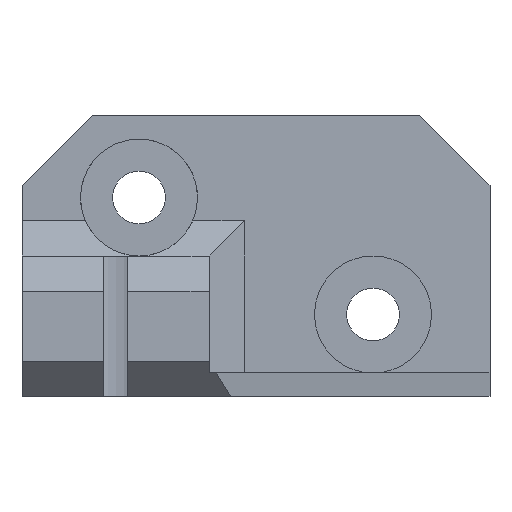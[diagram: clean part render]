
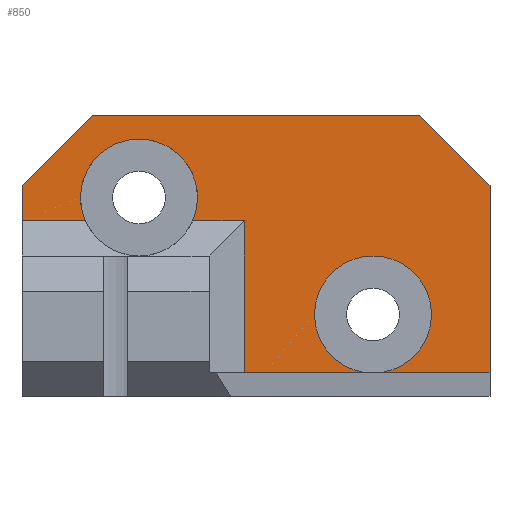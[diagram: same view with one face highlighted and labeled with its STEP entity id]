
A CAD part, front view. The second image highlights one B-rep face of the part: STEP entity #850.
In plain terms, the highlighted planar face has unit normal (0, -1, 0).
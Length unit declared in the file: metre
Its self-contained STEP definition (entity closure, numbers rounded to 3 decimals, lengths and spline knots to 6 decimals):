
#28=LINE('',#1214,#125);
#44=LINE('',#1249,#141);
#54=LINE('',#1278,#151);
#77=LINE('',#1323,#174);
#98=LINE('',#1371,#195);
#99=LINE('',#1373,#196);
#100=LINE('',#1374,#197);
#101=LINE('',#1375,#198);
#102=LINE('',#1377,#199);
#103=LINE('',#1379,#200);
#104=LINE('',#1380,#201);
#125=VECTOR('',#979,1.);
#141=VECTOR('',#999,1.);
#151=VECTOR('',#1027,1.);
#174=VECTOR('',#1062,1.);
#195=VECTOR('',#1113,1.);
#196=VECTOR('',#1114,1.);
#197=VECTOR('',#1115,1.);
#198=VECTOR('',#1116,1.);
#199=VECTOR('',#1117,1.);
#200=VECTOR('',#1118,1.);
#201=VECTOR('',#1119,1.);
#228=PLANE('',#920);
#392=ORIENTED_EDGE('',*,*,#571,.T.);
#393=ORIENTED_EDGE('',*,*,#572,.T.);
#394=ORIENTED_EDGE('',*,*,#573,.F.);
#395=ORIENTED_EDGE('',*,*,#574,.F.);
#396=ORIENTED_EDGE('',*,*,#511,.T.);
#397=ORIENTED_EDGE('',*,*,#575,.T.);
#398=ORIENTED_EDGE('',*,*,#494,.T.);
#399=ORIENTED_EDGE('',*,*,#525,.F.);
#400=ORIENTED_EDGE('',*,*,#576,.F.);
#401=ORIENTED_EDGE('',*,*,#577,.F.);
#402=ORIENTED_EDGE('',*,*,#578,.F.);
#403=ORIENTED_EDGE('',*,*,#548,.T.);
#404=ORIENTED_EDGE('',*,*,#579,.F.);
#494=EDGE_CURVE('',#610,#609,#28,.T.);
#511=EDGE_CURVE('',#627,#626,#44,.T.);
#525=EDGE_CURVE('',#637,#609,#54,.T.);
#548=EDGE_CURVE('',#653,#652,#77,.T.);
#571=EDGE_CURVE('',#662,#662,#682,.T.);
#572=EDGE_CURVE('',#663,#664,#683,.T.);
#573=EDGE_CURVE('',#665,#664,#98,.T.);
#574=EDGE_CURVE('',#627,#665,#99,.T.);
#575=EDGE_CURVE('',#626,#610,#100,.T.);
#576=EDGE_CURVE('',#666,#637,#101,.F.);
#577=EDGE_CURVE('',#667,#666,#102,.T.);
#578=EDGE_CURVE('',#653,#667,#103,.F.);
#579=EDGE_CURVE('',#663,#652,#104,.T.);
#609=VERTEX_POINT('',#1213);
#610=VERTEX_POINT('',#1215);
#626=VERTEX_POINT('',#1248);
#627=VERTEX_POINT('',#1250);
#637=VERTEX_POINT('',#1279);
#652=VERTEX_POINT('',#1322);
#653=VERTEX_POINT('',#1324);
#662=VERTEX_POINT('',#1367);
#663=VERTEX_POINT('',#1369);
#664=VERTEX_POINT('',#1370);
#665=VERTEX_POINT('',#1372);
#666=VERTEX_POINT('',#1376);
#667=VERTEX_POINT('',#1378);
#682=CIRCLE('',#921,0.005);
#683=CIRCLE('',#922,0.005);
#727=EDGE_LOOP('',(#392));
#728=EDGE_LOOP('',(#393,#394,#395,#396,#397,#398,#399,#400,#401,#402,#403,
#404));
#792=FACE_BOUND('',#727,.T.);
#793=FACE_BOUND('',#728,.T.);
#850=ADVANCED_FACE('',(#792,#793),#228,.F.);
#920=AXIS2_PLACEMENT_3D('',#1365,#1107,#1108);
#921=AXIS2_PLACEMENT_3D('',#1366,#1109,#1110);
#922=AXIS2_PLACEMENT_3D('',#1368,#1111,#1112);
#979=DIRECTION('',(1.,0.,0.));
#999=DIRECTION('',(1.,0.,0.));
#1027=DIRECTION('',(0.,0.,-1.));
#1062=DIRECTION('',(0.,0.,-1.));
#1107=DIRECTION('',(0.,1.,0.));
#1108=DIRECTION('',(1.,0.,0.));
#1109=DIRECTION('',(0.,1.,0.));
#1110=DIRECTION('',(-1.,0.,0.));
#1111=DIRECTION('',(0.,1.,0.));
#1112=DIRECTION('',(-1.,0.,0.));
#1113=DIRECTION('',(-1.,0.,0.));
#1114=DIRECTION('',(0.,0.,1.));
#1115=DIRECTION('',(0.,0.,1.));
#1116=DIRECTION('',(-0.707,0.,0.707));
#1117=DIRECTION('',(1.,0.,0.));
#1118=DIRECTION('',(-0.707,0.,-0.707));
#1119=DIRECTION('',(-1.,0.,0.));
#1213=CARTESIAN_POINT('',(0.04,-0.004,0.002));
#1214=CARTESIAN_POINT('',(0.028,-0.004,0.002));
#1215=CARTESIAN_POINT('',(0.035301,-0.004,0.002));
#1248=CARTESIAN_POINT('',(0.035301,-0.004,0.));
#1249=CARTESIAN_POINT('',(0.02,-0.004,0.));
#1250=CARTESIAN_POINT('',(0.019,-0.004,0.));
#1278=CARTESIAN_POINT('',(0.04,-0.004,0.012));
#1279=CARTESIAN_POINT('',(0.04,-0.004,0.018));
#1322=CARTESIAN_POINT('',(0.,-0.004,0.015));
#1323=CARTESIAN_POINT('',(0.,-0.004,0.024));
#1324=CARTESIAN_POINT('',(0.,-0.004,0.018));
#1365=CARTESIAN_POINT('',(0.028,-0.004,0.002));
#1366=CARTESIAN_POINT('',(0.03,-0.004,0.007));
#1367=CARTESIAN_POINT('',(0.025,-0.004,0.007));
#1368=CARTESIAN_POINT('',(0.01,-0.004,0.017));
#1369=CARTESIAN_POINT('',(0.005417,-0.004,0.015));
#1370=CARTESIAN_POINT('',(0.014583,-0.004,0.015));
#1371=CARTESIAN_POINT('',(0.028,-0.004,0.015));
#1372=CARTESIAN_POINT('',(0.019,-0.004,0.015));
#1373=CARTESIAN_POINT('',(0.019,-0.004,0.012));
#1374=CARTESIAN_POINT('',(0.035301,-0.004,-0.023));
#1375=CARTESIAN_POINT('',(0.04,-0.004,0.018));
#1376=CARTESIAN_POINT('',(0.034,-0.004,0.024));
#1377=CARTESIAN_POINT('',(0.028,-0.004,0.024));
#1378=CARTESIAN_POINT('',(0.006,-0.004,0.024));
#1379=CARTESIAN_POINT('',(0.,-0.004,0.018));
#1380=CARTESIAN_POINT('',(0.028,-0.004,0.015));
